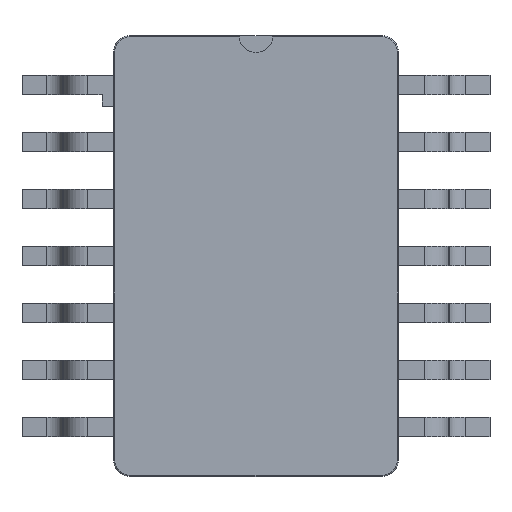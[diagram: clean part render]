
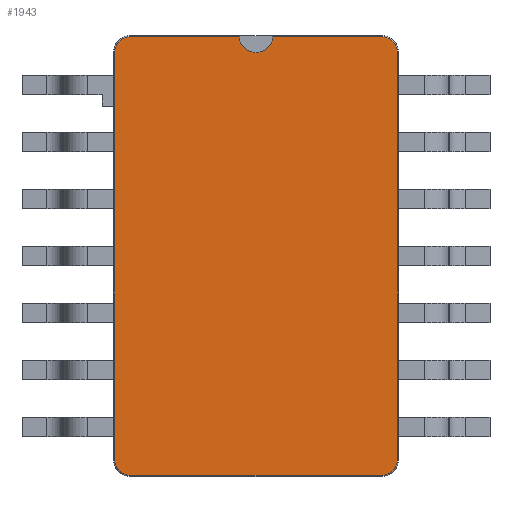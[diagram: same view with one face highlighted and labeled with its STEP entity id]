
A CAD part, top view. The second image highlights one B-rep face of the part: STEP entity #1943.
In plain terms, the highlighted face is planar.
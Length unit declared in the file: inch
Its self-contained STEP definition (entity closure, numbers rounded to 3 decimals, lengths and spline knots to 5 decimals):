
#1314=DIRECTION('',(0.,0.,1.));
#1315=VECTOR('',#1314,0.09503);
#1316=CARTESIAN_POINT('',(-0.1925,0.037,0.01497));
#1317=LINE('',#1316,#1315);
#1339=CARTESIAN_POINT('',(-0.1935,0.037,0.));
#1340=DIRECTION('',(0.,1.,0.));
#1341=DIRECTION('',(0.067,0.,0.998));
#1342=AXIS2_PLACEMENT_3D('',#1339,#1340,#1341);
#1347=DIRECTION('',(0.,0.,1.));
#1348=VECTOR('',#1347,0.09503);
#1349=CARTESIAN_POINT('',(-0.1925,0.037,-0.11));
#1350=LINE('',#1349,#1348);
#1380=CARTESIAN_POINT('',(-0.1785,0.037,-0.11));
#1381=DIRECTION('',(0.,1.,0.));
#1382=DIRECTION('',(0.,0.,-1.));
#1383=AXIS2_PLACEMENT_3D('',#1380,#1381,#1382);
#1453=CARTESIAN_POINT('',(-0.1785,0.037,0.11));
#1454=DIRECTION('',(0.,1.,0.));
#1455=DIRECTION('',(-1.,0.,0.));
#1456=AXIS2_PLACEMENT_3D('',#1453,#1454,#1455);
#1477=DIRECTION('',(1.,0.,0.));
#1478=VECTOR('',#1477,0.357);
#1479=CARTESIAN_POINT('',(-0.1785,0.037,0.124));
#1480=LINE('',#1479,#1478);
#1499=CARTESIAN_POINT('',(0.1785,0.037,0.11));
#1500=DIRECTION('',(0.,1.,0.));
#1501=DIRECTION('',(0.,0.,1.));
#1502=AXIS2_PLACEMENT_3D('',#1499,#1500,#1501);
#1523=DIRECTION('',(0.,0.,-1.));
#1524=VECTOR('',#1523,0.22);
#1525=CARTESIAN_POINT('',(0.1925,0.037,0.11));
#1526=LINE('',#1525,#1524);
#1545=CARTESIAN_POINT('',(0.1785,0.037,-0.11));
#1546=DIRECTION('',(0.,1.,0.));
#1547=DIRECTION('',(1.,0.,0.));
#1548=AXIS2_PLACEMENT_3D('',#1545,#1546,#1547);
#1569=DIRECTION('',(-1.,0.,0.));
#1570=VECTOR('',#1569,0.357);
#1571=CARTESIAN_POINT('',(0.1785,0.037,-0.124));
#1572=LINE('',#1571,#1570);
#1639=CARTESIAN_POINT('',(-0.1785,0.037,-0.124));
#1640=CARTESIAN_POINT('',(-0.1925,0.037,-0.11));
#1641=VERTEX_POINT('',#1639);
#1642=VERTEX_POINT('',#1640);
#1647=CARTESIAN_POINT('',(-0.1925,0.037,0.11));
#1648=CARTESIAN_POINT('',(-0.1785,0.037,0.124));
#1649=VERTEX_POINT('',#1647);
#1650=VERTEX_POINT('',#1648);
#1655=CARTESIAN_POINT('',(0.1785,0.037,0.124));
#1656=VERTEX_POINT('',#1655);
#1659=CARTESIAN_POINT('',(0.1925,0.037,0.11));
#1660=VERTEX_POINT('',#1659);
#1663=CARTESIAN_POINT('',(0.1925,0.037,-0.11));
#1664=VERTEX_POINT('',#1663);
#1667=CARTESIAN_POINT('',(0.1785,0.037,-0.124));
#1668=VERTEX_POINT('',#1667);
#1675=CARTESIAN_POINT('',(-0.1925,0.037,-0.01497));
#1676=VERTEX_POINT('',#1675);
#1679=CARTESIAN_POINT('',(-0.1925,0.037,0.01497));
#1680=VERTEX_POINT('',#1679);
#1918=CARTESIAN_POINT('',(0.,0.037,0.));
#1919=DIRECTION('',(0.,1.,0.));
#1920=DIRECTION('',(1.,0.,0.));
#1921=AXIS2_PLACEMENT_3D('',#1918,#1919,#1920);
#1922=PLANE('',#1921);
#1923=ORIENTED_EDGE('',*,*,#1867,.T.);
#1925=ORIENTED_EDGE('',*,*,#1924,.F.);
#1927=ORIENTED_EDGE('',*,*,#1926,.F.);
#1929=ORIENTED_EDGE('',*,*,#1928,.F.);
#1931=ORIENTED_EDGE('',*,*,#1930,.F.);
#1933=ORIENTED_EDGE('',*,*,#1932,.F.);
#1935=ORIENTED_EDGE('',*,*,#1934,.F.);
#1937=ORIENTED_EDGE('',*,*,#1936,.F.);
#1939=ORIENTED_EDGE('',*,*,#1938,.F.);
#1940=ORIENTED_EDGE('',*,*,#1909,.F.);
#1941=EDGE_LOOP('',(#1923,#1925,#1927,#1929,#1931,#1933,#1935,#1937,#1939,
#1940));
#1942=FACE_OUTER_BOUND('',#1941,.F.);
#1943=ADVANCED_FACE('',(#1942),#1922,.T.);
#1343=CIRCLE('',#1342,0.015);
#1384=CIRCLE('',#1383,0.014);
#1457=CIRCLE('',#1456,0.014);
#1503=CIRCLE('',#1502,0.014);
#1549=CIRCLE('',#1548,0.014);
#1867=EDGE_CURVE('',#1680,#1676,#1343,.T.);
#1909=EDGE_CURVE('',#1680,#1649,#1317,.T.);
#1924=EDGE_CURVE('',#1642,#1676,#1350,.T.);
#1926=EDGE_CURVE('',#1641,#1642,#1384,.T.);
#1928=EDGE_CURVE('',#1668,#1641,#1572,.T.);
#1930=EDGE_CURVE('',#1664,#1668,#1549,.T.);
#1932=EDGE_CURVE('',#1660,#1664,#1526,.T.);
#1934=EDGE_CURVE('',#1656,#1660,#1503,.T.);
#1936=EDGE_CURVE('',#1650,#1656,#1480,.T.);
#1938=EDGE_CURVE('',#1649,#1650,#1457,.T.);
